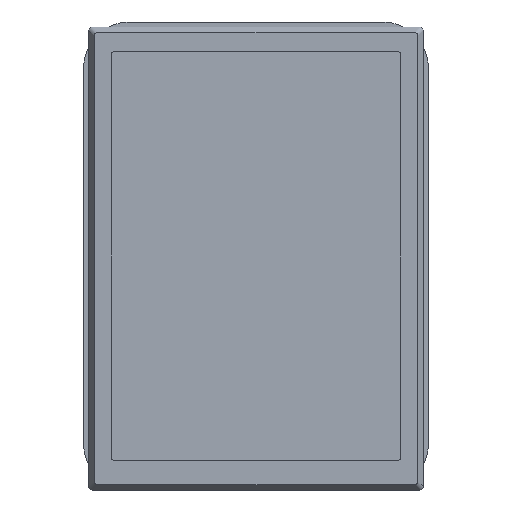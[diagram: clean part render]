
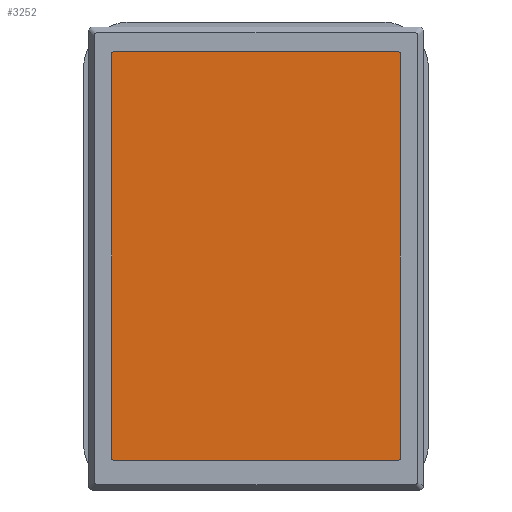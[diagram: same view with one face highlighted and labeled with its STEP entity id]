
A CAD part, front view. The second image highlights one B-rep face of the part: STEP entity #3252.
In plain terms, the highlighted planar face has unit normal (0, -1, 0).
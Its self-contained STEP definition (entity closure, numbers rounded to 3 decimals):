
#76 = VECTOR ( 'NONE', #800, 1000. ) ;
#618 = VERTEX_POINT ( 'NONE', #2924 ) ;
#619 = VERTEX_POINT ( 'NONE', #2925 ) ;
#622 = VERTEX_POINT ( 'NONE', #2928 ) ;
#624 = VERTEX_POINT ( 'NONE', #2930 ) ;
#786 = LINE ( 'NONE', #787, #1207 ) ;
#787 = CARTESIAN_POINT ( 'NONE',  ( -92.5, 0., -128.5 ) ) ;
#788 = DIRECTION ( 'NONE',  ( 0., 0., 1. ) ) ;
#798 = LINE ( 'NONE', #799, #76 ) ;
#799 = CARTESIAN_POINT ( 'NONE',  ( -92.5, 0., 128.5 ) ) ;
#800 = DIRECTION ( 'NONE',  ( 1., 0., 0. ) ) ;
#1009 = ORIENTED_EDGE ( 'NONE', *, *, #3396, .F. ) ;
#1010 = ORIENTED_EDGE ( 'NONE', *, *, #3391, .F. ) ;
#1011 = ORIENTED_EDGE ( 'NONE', *, *, #3240, .F. ) ;
#1012 = ORIENTED_EDGE ( 'NONE', *, *, #3243, .F. ) ;
#1207 = VECTOR ( 'NONE', #788, 1000. ) ;
#2060 = VECTOR ( 'NONE', #2696, 1000. ) ;
#2221 = EDGE_LOOP ( 'NONE', ( #1010, #1011, #1012, #1009 ) ) ;
#2687 = VECTOR ( 'NONE', #3131, 1000. ) ;
#2694 = LINE ( 'NONE', #2695, #2060 ) ;
#2695 = CARTESIAN_POINT ( 'NONE',  ( 92.5, 0., -128.5 ) ) ;
#2696 = DIRECTION ( 'NONE',  ( 0., 0., -1. ) ) ;
#2721 = PLANE ( 'NONE',  #2986 ) ;
#2722 = CARTESIAN_POINT ( 'NONE',  ( -92.5, 0., 128.5 ) ) ;
#2723 = DIRECTION ( 'NONE',  ( 0., 1., 0. ) ) ;
#2724 = DIRECTION ( 'NONE',  ( 0., 0., 1. ) ) ;
#2924 = CARTESIAN_POINT ( 'NONE',  ( -92.5, 0., -128.5 ) ) ;
#2925 = CARTESIAN_POINT ( 'NONE',  ( -92.5, 0., 128.5 ) ) ;
#2928 = CARTESIAN_POINT ( 'NONE',  ( 92.5, 0., 128.5 ) ) ;
#2930 = CARTESIAN_POINT ( 'NONE',  ( 92.5, 0., -128.5 ) ) ;
#2986 = AXIS2_PLACEMENT_3D ( 'NONE', #2722, #2723, #2724 ) ;
#2987 = FACE_OUTER_BOUND ( 'NONE', #2221, .T. ) ;
#3129 = LINE ( 'NONE', #3130, #2687 ) ;
#3130 = CARTESIAN_POINT ( 'NONE',  ( -92.5, 0., -128.5 ) ) ;
#3131 = DIRECTION ( 'NONE',  ( -1., 0., 0. ) ) ;
#3240 = EDGE_CURVE ( 'NONE', #624, #618, #3129, .T. ) ;
#3243 = EDGE_CURVE ( 'NONE', #622, #624, #2694, .T. ) ;
#3252 = ADVANCED_FACE ( 'NONE', ( #2987 ), #2721, .F. ) ;
#3391 = EDGE_CURVE ( 'NONE', #618, #619, #786, .T. ) ;
#3396 = EDGE_CURVE ( 'NONE', #619, #622, #798, .T. ) ;
